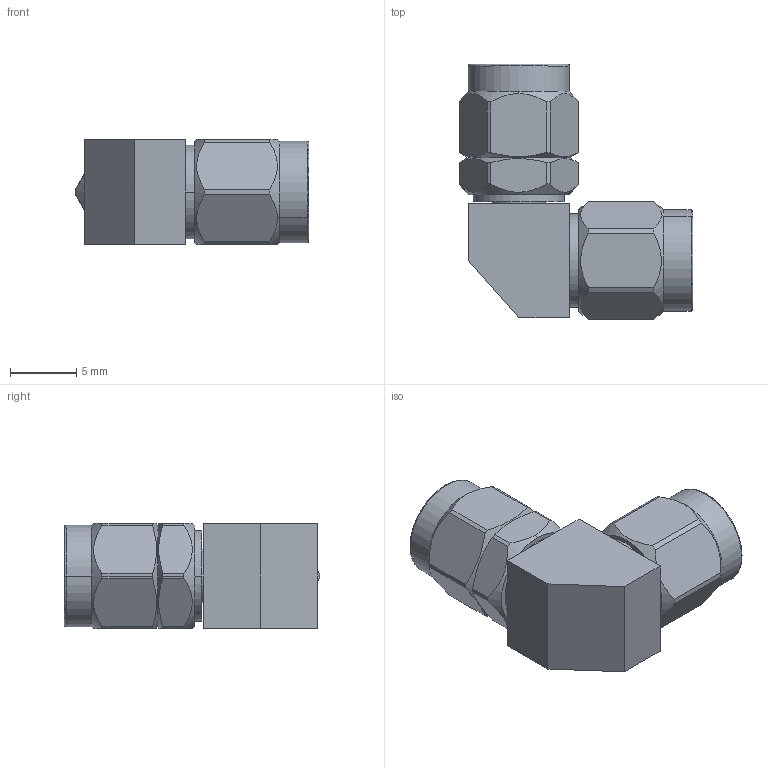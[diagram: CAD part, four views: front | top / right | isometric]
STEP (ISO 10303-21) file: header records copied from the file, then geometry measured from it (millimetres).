
FILE_DESCRIPTION (( 'STEP AP203' ), '1' );
FILE_NAME ('PE91161 ¦ SM3844.step', '2019-03-28T23:26:00', ( '' ), ( '' ), 'SwSTEP 2.0', 'SolidWorks 2017', '' );
FILE_SCHEMA (( 'CONFIG_CONTROL_DESIGN' ));
Length unit declared in the file: inch
Products named in the file (1): PE91161 ｦ SM3844
Bounding box: 17.63 x 19.27 x 7.94 mm (x, y, z)
Volume: 1181.3 mm3; surface area: 1452.9 mm2
Topology: 1 solids, 1 shells, 153 faces, 388 edges, 252 vertices
Faces by surface type: cylinder 70, plane 41, cone 32, bspline 8, torus 2
Entity records: 6873 total; most frequent: CARTESIAN_POINT 3268, ORIENTED_EDGE 776, DIRECTION 708, EDGE_CURVE 388, AXIS2_PLACEMENT_3D 285, VERTEX_POINT 252, EDGE_LOOP 168, FACE_OUTER_BOUND 153
